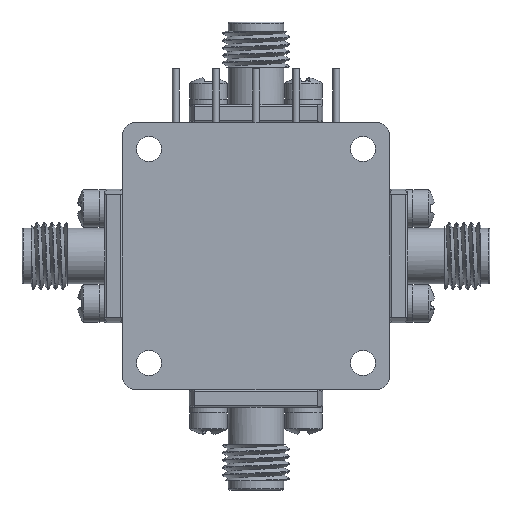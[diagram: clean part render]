
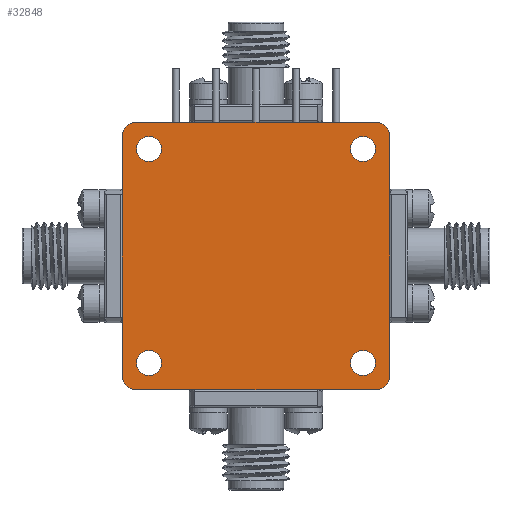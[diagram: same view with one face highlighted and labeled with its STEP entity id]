
A CAD part, front view. The second image highlights one B-rep face of the part: STEP entity #32848.
In plain terms, the highlighted planar face has unit normal (0, -1, 0).
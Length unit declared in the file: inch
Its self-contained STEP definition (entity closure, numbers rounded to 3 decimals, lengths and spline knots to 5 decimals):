
#162 = DIRECTION ( 'NONE',  ( 0., 0., 1. ) ) ;
#417 = AXIS2_PLACEMENT_3D ( 'NONE', #26305, #3417, #26598 ) ;
#691 = CARTESIAN_POINT ( 'NONE',  ( -0.4, -0.5, 0.4 ) ) ;
#1455 = EDGE_CURVE ( 'NONE', #35115, #17405, #11785, .T. ) ;
#1988 = CIRCLE ( 'NONE', #3889, 0.04675 ) ;
#2930 = VECTOR ( 'NONE', #12619, 39.37008 ) ;
#3417 = DIRECTION ( 'NONE',  ( 0., 1., 0. ) ) ;
#3889 = AXIS2_PLACEMENT_3D ( 'NONE', #39682, #53467, #48838 ) ;
#3994 = DIRECTION ( 'NONE',  ( 0., 1., 0. ) ) ;
#4550 = DIRECTION ( 'NONE',  ( 0., 0., 1. ) ) ;
#5419 = EDGE_CURVE ( 'NONE', #47640, #47640, #19817, .T. ) ;
#5682 = ORIENTED_EDGE ( 'NONE', *, *, #1455, .F. ) ;
#5739 = EDGE_CURVE ( 'NONE', #38454, #38454, #19865, .T. ) ;
#6086 = FACE_BOUND ( 'NONE', #47387, .T. ) ;
#6810 = VERTEX_POINT ( 'NONE', #10894 ) ;
#8073 = ORIENTED_EDGE ( 'NONE', *, *, #51362, .T. ) ;
#8709 = VECTOR ( 'NONE', #41314, 39.37008 ) ;
#8955 = DIRECTION ( 'NONE',  ( 0., 1., 0. ) ) ;
#9524 = ORIENTED_EDGE ( 'NONE', *, *, #5419, .T. ) ;
#9607 = FACE_BOUND ( 'NONE', #35865, .T. ) ;
#10054 = DIRECTION ( 'NONE',  ( 0., 0., 1. ) ) ;
#10787 = VECTOR ( 'NONE', #22055, 39.37008 ) ;
#10894 = CARTESIAN_POINT ( 'NONE',  ( -0.4, -0.5, -0.35325 ) ) ;
#11785 = LINE ( 'NONE', #43364, #10787 ) ;
#11953 = CARTESIAN_POINT ( 'NONE',  ( 0.45, -0.5, -0.45 ) ) ;
#12619 = DIRECTION ( 'NONE',  ( -1., 0., 0. ) ) ;
#12633 = EDGE_CURVE ( 'NONE', #39917, #13777, #35882, .T. ) ;
#13566 = CIRCLE ( 'NONE', #417, 0.05 ) ;
#13777 = VERTEX_POINT ( 'NONE', #46644 ) ;
#15605 = AXIS2_PLACEMENT_3D ( 'NONE', #22474, #39632, #35475 ) ;
#15647 = VERTEX_POINT ( 'NONE', #51242 ) ;
#15950 = VERTEX_POINT ( 'NONE', #27590 ) ;
#17080 = EDGE_CURVE ( 'NONE', #15950, #31755, #32483, .T. ) ;
#17405 = VERTEX_POINT ( 'NONE', #35282 ) ;
#17885 = VECTOR ( 'NONE', #4550, 39.37008 ) ;
#18294 = ORIENTED_EDGE ( 'NONE', *, *, #17080, .F. ) ;
#18485 = ORIENTED_EDGE ( 'NONE', *, *, #12633, .F. ) ;
#18553 = ORIENTED_EDGE ( 'NONE', *, *, #20317, .F. ) ;
#18714 = EDGE_CURVE ( 'NONE', #31755, #57617, #43524, .T. ) ;
#19817 = CIRCLE ( 'NONE', #43445, 0.04675 ) ;
#19865 = CIRCLE ( 'NONE', #32007, 0.04675 ) ;
#19931 = AXIS2_PLACEMENT_3D ( 'NONE', #21858, #3994, #23033 ) ;
#20317 = EDGE_CURVE ( 'NONE', #57617, #15647, #28019, .T. ) ;
#20714 = DIRECTION ( 'NONE',  ( 0., 1., 0. ) ) ;
#21858 = CARTESIAN_POINT ( 'NONE',  ( -0.45, -0.5, 0.45 ) ) ;
#22055 = DIRECTION ( 'NONE',  ( 0., 0., -1. ) ) ;
#22474 = CARTESIAN_POINT ( 'NONE',  ( -0.45, -0.5, -0.45 ) ) ;
#22859 = ORIENTED_EDGE ( 'NONE', *, *, #37502, .F. ) ;
#23033 = DIRECTION ( 'NONE',  ( 0., 0., 1. ) ) ;
#23312 = CARTESIAN_POINT ( 'NONE',  ( -0.45, -0.5, 0.5 ) ) ;
#24865 = CARTESIAN_POINT ( 'NONE',  ( 0.5, -0.5, 0.45 ) ) ;
#25882 = CARTESIAN_POINT ( 'NONE',  ( 0.45, -0.5, -0.5 ) ) ;
#26305 = CARTESIAN_POINT ( 'NONE',  ( 0.45, -0.5, 0.45 ) ) ;
#26598 = DIRECTION ( 'NONE',  ( 0., 0., 1. ) ) ;
#26732 = CARTESIAN_POINT ( 'NONE',  ( -0.45, -0.5, -0.5 ) ) ;
#27094 = EDGE_LOOP ( 'NONE', ( #28816 ) ) ;
#27561 = FACE_OUTER_BOUND ( 'NONE', #54248, .T. ) ;
#27590 = CARTESIAN_POINT ( 'NONE',  ( -0.5, -0.5, -0.45 ) ) ;
#28019 = LINE ( 'NONE', #23312, #8709 ) ;
#28090 = DIRECTION ( 'NONE',  ( 0., 0., 1. ) ) ;
#28451 = FACE_BOUND ( 'NONE', #37293, .T. ) ;
#28816 = ORIENTED_EDGE ( 'NONE', *, *, #51827, .T. ) ;
#28966 = DIRECTION ( 'NONE',  ( 0., 1., 0. ) ) ;
#29486 = VERTEX_POINT ( 'NONE', #34188 ) ;
#29659 = DIRECTION ( 'NONE',  ( 0., 0., -1. ) ) ;
#30043 = AXIS2_PLACEMENT_3D ( 'NONE', #52010, #20714, #34605 ) ;
#31755 = VERTEX_POINT ( 'NONE', #43351 ) ;
#32007 = AXIS2_PLACEMENT_3D ( 'NONE', #691, #36884, #10054 ) ;
#32483 = LINE ( 'NONE', #45791, #17885 ) ;
#32848 = ADVANCED_FACE ( 'NONE', ( #28451, #55215, #9607, #6086, #27561 ), #41153, .F. ) ;
#34188 = CARTESIAN_POINT ( 'NONE',  ( 0.4, -0.5, 0.44675 ) ) ;
#34605 = DIRECTION ( 'NONE',  ( 0., 0., 1. ) ) ;
#35115 = VERTEX_POINT ( 'NONE', #24865 ) ;
#35282 = CARTESIAN_POINT ( 'NONE',  ( 0.5, -0.5, -0.45 ) ) ;
#35475 = DIRECTION ( 'NONE',  ( 0., 0., 1. ) ) ;
#35781 = CIRCLE ( 'NONE', #49907, 0.04675 ) ;
#35865 = EDGE_LOOP ( 'NONE', ( #9524 ) ) ;
#35882 = LINE ( 'NONE', #26732, #2930 ) ;
#36428 = EDGE_CURVE ( 'NONE', #17405, #39917, #54721, .T. ) ;
#36884 = DIRECTION ( 'NONE',  ( 0., 1., 0. ) ) ;
#37293 = EDGE_LOOP ( 'NONE', ( #8073 ) ) ;
#37502 = EDGE_CURVE ( 'NONE', #15647, #35115, #13566, .T. ) ;
#38282 = ORIENTED_EDGE ( 'NONE', *, *, #18714, .F. ) ;
#38454 = VERTEX_POINT ( 'NONE', #38769 ) ;
#38499 = DIRECTION ( 'NONE',  ( 0., 1., 0. ) ) ;
#38769 = CARTESIAN_POINT ( 'NONE',  ( -0.4, -0.5, 0.44675 ) ) ;
#39632 = DIRECTION ( 'NONE',  ( 0., 1., 0. ) ) ;
#39682 = CARTESIAN_POINT ( 'NONE',  ( -0.4, -0.5, -0.4 ) ) ;
#39917 = VERTEX_POINT ( 'NONE', #25882 ) ;
#41153 = PLANE ( 'NONE',  #30043 ) ;
#41314 = DIRECTION ( 'NONE',  ( 1., 0., 0. ) ) ;
#41940 = CARTESIAN_POINT ( 'NONE',  ( 0.4, -0.5, -0.4 ) ) ;
#42393 = ORIENTED_EDGE ( 'NONE', *, *, #5739, .T. ) ;
#43351 = CARTESIAN_POINT ( 'NONE',  ( -0.5, -0.5, 0.45 ) ) ;
#43364 = CARTESIAN_POINT ( 'NONE',  ( 0.5, -0.5, -0.45 ) ) ;
#43445 = AXIS2_PLACEMENT_3D ( 'NONE', #41940, #28966, #28090 ) ;
#43524 = CIRCLE ( 'NONE', #19931, 0.05 ) ;
#45791 = CARTESIAN_POINT ( 'NONE',  ( -0.5, -0.5, -0.45 ) ) ;
#46147 = ORIENTED_EDGE ( 'NONE', *, *, #46525, .F. ) ;
#46525 = EDGE_CURVE ( 'NONE', #13777, #15950, #50502, .T. ) ;
#46644 = CARTESIAN_POINT ( 'NONE',  ( -0.45, -0.5, -0.5 ) ) ;
#47387 = EDGE_LOOP ( 'NONE', ( #42393 ) ) ;
#47640 = VERTEX_POINT ( 'NONE', #52299 ) ;
#48806 = CARTESIAN_POINT ( 'NONE',  ( -0.45, -0.5, 0.5 ) ) ;
#48838 = DIRECTION ( 'NONE',  ( 0., 0., 1. ) ) ;
#49161 = AXIS2_PLACEMENT_3D ( 'NONE', #11953, #38499, #29659 ) ;
#49907 = AXIS2_PLACEMENT_3D ( 'NONE', #57837, #8955, #162 ) ;
#50502 = CIRCLE ( 'NONE', #15605, 0.05 ) ;
#51242 = CARTESIAN_POINT ( 'NONE',  ( 0.45, -0.5, 0.5 ) ) ;
#51362 = EDGE_CURVE ( 'NONE', #29486, #29486, #35781, .T. ) ;
#51827 = EDGE_CURVE ( 'NONE', #6810, #6810, #1988, .T. ) ;
#52010 = CARTESIAN_POINT ( 'NONE',  ( -0.45, -0.5, -0.45 ) ) ;
#52299 = CARTESIAN_POINT ( 'NONE',  ( 0.4, -0.5, -0.35325 ) ) ;
#53467 = DIRECTION ( 'NONE',  ( 0., 1., 0. ) ) ;
#54108 = ORIENTED_EDGE ( 'NONE', *, *, #36428, .F. ) ;
#54248 = EDGE_LOOP ( 'NONE', ( #46147, #18485, #54108, #5682, #22859, #18553, #38282, #18294 ) ) ;
#54721 = CIRCLE ( 'NONE', #49161, 0.05 ) ;
#55215 = FACE_BOUND ( 'NONE', #27094, .T. ) ;
#57617 = VERTEX_POINT ( 'NONE', #48806 ) ;
#57837 = CARTESIAN_POINT ( 'NONE',  ( 0.4, -0.5, 0.4 ) ) ;
